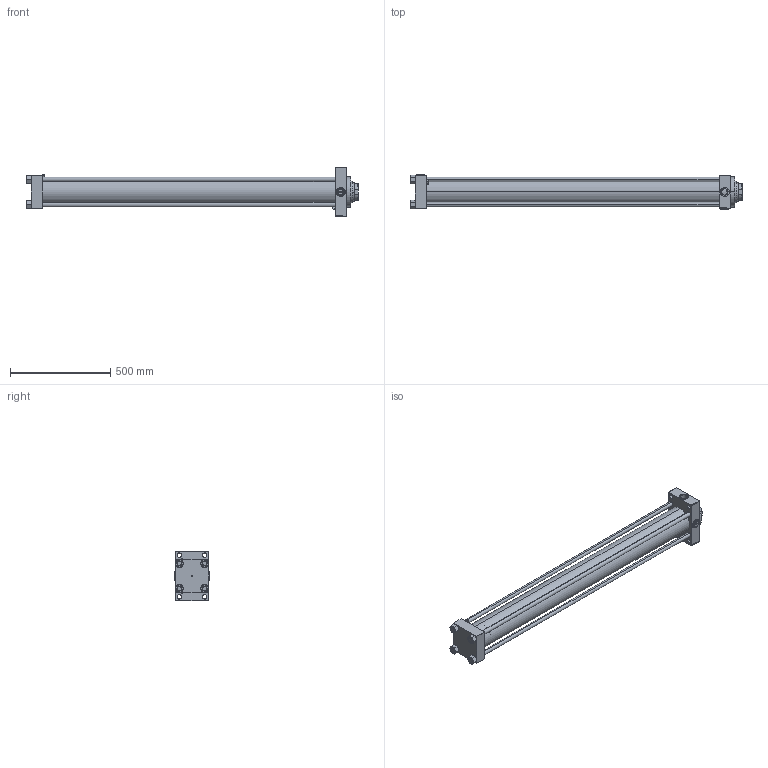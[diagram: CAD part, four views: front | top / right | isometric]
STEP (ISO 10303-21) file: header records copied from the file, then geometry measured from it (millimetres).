
FILE_DESCRIPTION (( 'STEP AP203' ), '1' );
FILE_NAME ('6f14.STEP', '2022-04-16T01:15:30', ( '' ), ( '' ), 'SwSTEP 2.0', 'SolidWorks 2019', '' );
FILE_SCHEMA (( 'CONFIG_CONTROL_DESIGN' ));
Length unit declared in the file: millimetre
Products named in the file (8): V215CR_D_TYCINKA f4cd53a9bfe725fad202609981eb2802; 6f14; V215CR_VCP_D f4cd53a9bfe725fad202609981eb2802; NUT_M5_D f4cd53a9bfe725fad202609981eb2802; Zatka_pro_OIL_PORT f4cd53a9bfe725fad202609981eb2802; MSRF_MSRG1 f4cd53a9bfe725fad202609981eb2802; V215_VC_A f4cd53a9bfe725fad202609981eb2802; V215CR_D_Body f4cd53a9bfe725fad202609981eb2802
Assembly tree (15 placements, depth 2):
  6f14
    V215CR_D_Body f4cd53a9bfe725fad202609981eb2802
    V215CR_VCP_D f4cd53a9bfe725fad202609981eb2802
    NUT_M5_D f4cd53a9bfe725fad202609981eb2802  x4
    V215CR_D_TYCINKA f4cd53a9bfe725fad202609981eb2802  x4
    V215_VC_A f4cd53a9bfe725fad202609981eb2802
    MSRF_MSRG1 f4cd53a9bfe725fad202609981eb2802  x2
    Zatka_pro_OIL_PORT f4cd53a9bfe725fad202609981eb2802  x2
Bounding box: 1658 x 179 x 247 mm (x, y, z)
Volume: 17726906 mm3; surface area: 2470503.1 mm2
Topology: 15 solids, 15 shells, 1314 faces, 3286 edges, 2125 vertices
Faces by surface type: plane 629, bspline 368, cone 184, cylinder 125, torus 8
Entity records: 50917 total; most frequent: CARTESIAN_POINT 26149, ORIENTED_EDGE 5494, DIRECTION 3673, EDGE_CURVE 2747, VERTEX_POINT 1797, LINE 1611, VECTOR 1611, EDGE_LOOP 1224
